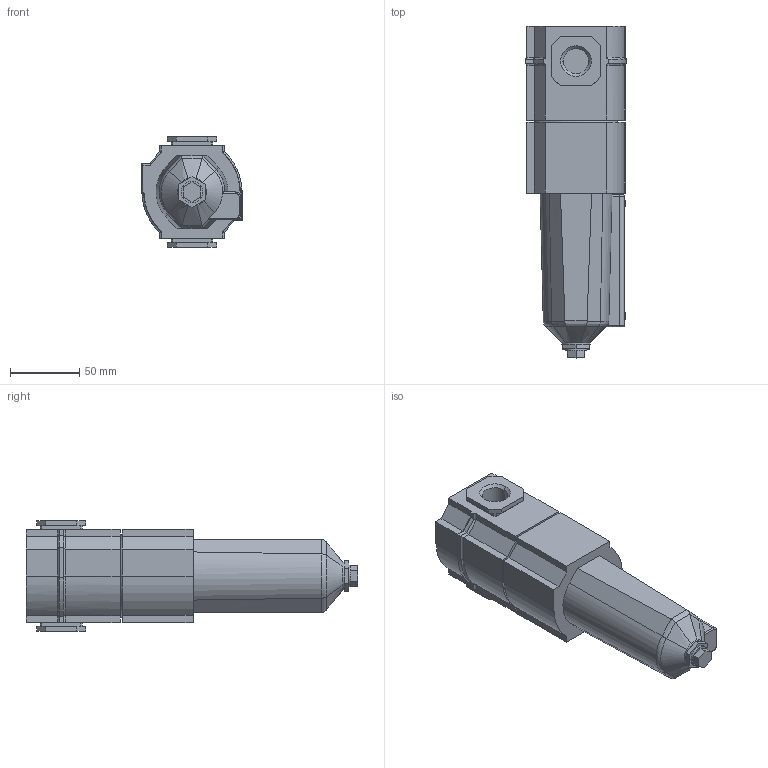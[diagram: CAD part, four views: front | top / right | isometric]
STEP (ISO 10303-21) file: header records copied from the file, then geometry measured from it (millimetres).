
FILE_DESCRIPTION (( 'STEP AP214' ), '1' );
FILE_NAME ('Norgren-F74H-4AN-AD0.step', '2019-03-03T02:14:30', ( '' ), ( '' ), 'SwSTEP 2.0', 'SolidWorks 2019', '' );
FILE_SCHEMA (( 'AUTOMOTIVE_DESIGN' ));
Length unit declared in the file: millimetre
Products named in the file (5): Norgren-F74H-4AN-AD0; Norgren-F74H-4AN-AD0_F74_ss_31_HA; Norgren-F74H-4AN-AD0_F74_ss_05; Norgren-F74H-4AN-AD0_F74_ss_47_1-2; Norgren-F74H-4AN-AD0_F74_ss_36
Assembly tree (4 placements, depth 2):
  Norgren-F74H-4AN-AD0
    Norgren-F74H-4AN-AD0_F74_ss_47_1-2
    Norgren-F74H-4AN-AD0_F74_ss_31_HA
    Norgren-F74H-4AN-AD0_F74_ss_36
    Norgren-F74H-4AN-AD0_F74_ss_05
Bounding box: 73.5 x 239.91 x 80 mm (x, y, z)
Volume: 727981.5 mm3; surface area: 75882.1 mm2
Topology: 4 solids, 4 shells, 224 faces, 562 edges, 356 vertices
Faces by surface type: plane 126, bspline 48, cylinder 36, cone 8, torus 6
Entity records: 10510 total; most frequent: CARTESIAN_POINT 3829, ORIENTED_EDGE 1124, DIRECTION 871, EDGE_CURVE 562, VECTOR 365, LINE 365, VERTEX_POINT 356, AXIS2_PLACEMENT_3D 253
